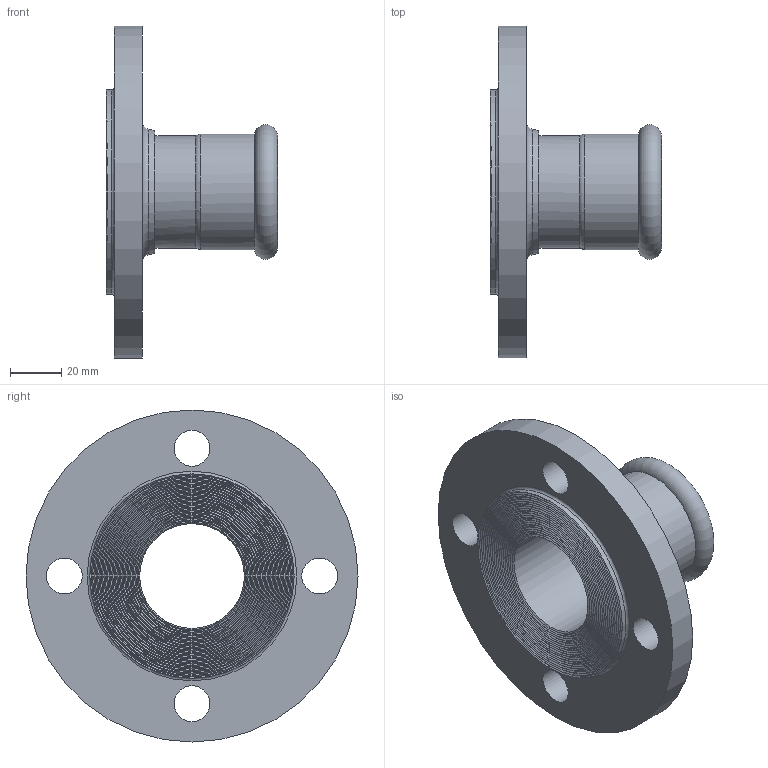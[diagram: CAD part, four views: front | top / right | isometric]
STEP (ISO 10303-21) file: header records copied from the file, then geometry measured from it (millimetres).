
FILE_DESCRIPTION(/* description */ ('MANICOTTO Ø42 CON FLANGIA PN6'),/* implementation_level */ '2;1');
FILE_NAME(/* name */ '193042002_Inoxpres.stp',/* time_stamp */ '2022-10-12T13:38:24+02:00',/* author */ ('Vault'),/* organization */ ('Raccorderie metalliche s.p.a. '),/* preprocessor_version */ 'ST-DEVELOPER v18.1',/* originating_system */ 'Autodesk Inventor 2020',/* authorisation */ 'Raccorderie metalliche s.p.a. ');
FILE_SCHEMA (('AUTOMOTIVE_DESIGN { 1 0 10303 214 3 1 1 }'));
Length unit declared in the file: millimetre
Products named in the file (1): 193042002_Inoxpres
Bounding box: 67 x 130 x 130 mm (x, y, z)
Volume: 151429.4 mm3; surface area: 47928.3 mm2
Topology: 1 solids, 1 shells, 63 faces, 201 edges, 141 vertices
Faces by surface type: cone 41, cylinder 12, torus 7, plane 3
Full cylindrical faces by diameter (mm): 14 x4, 41 x1, 42.4 x1, 42.7 x2, 44 x1, 45.4 x1, 80 x1, 130 x1
Entity records: 2412 total; most frequent: DIRECTION 477, CARTESIAN_POINT 406, ORIENTED_EDGE 402, AXIS2_PLACEMENT_3D 212, EDGE_CURVE 201, CIRCLE 148, VERTEX_POINT 141, EDGE_LOOP 74
